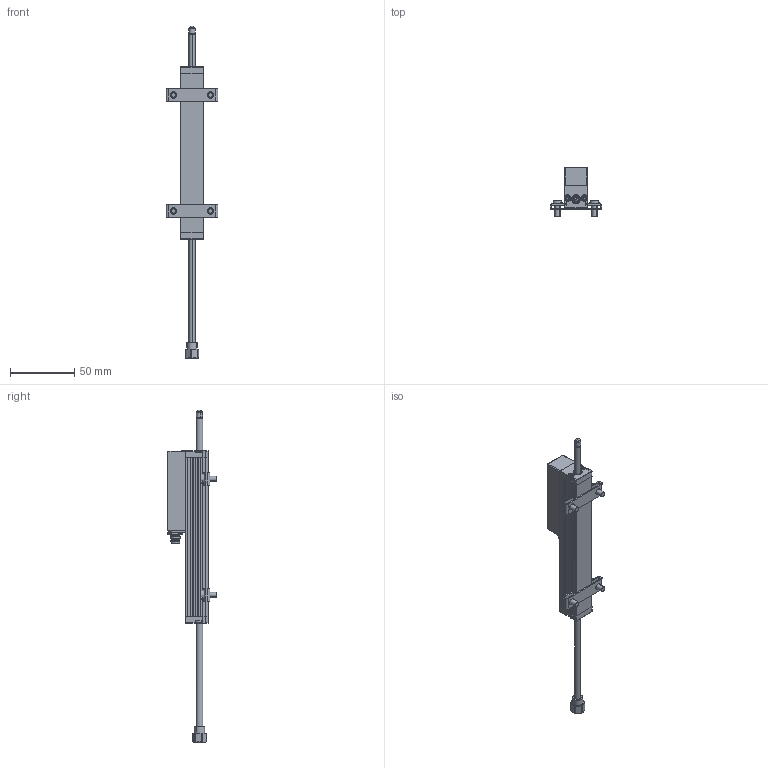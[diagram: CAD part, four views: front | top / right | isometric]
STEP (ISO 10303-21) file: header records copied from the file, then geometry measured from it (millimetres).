
FILE_DESCRIPTION (( 'STEP AP214' ), '1' );
FILE_NAME ('LS1-0075-002-plug-retract.STEP', '2012-06-15T12:10:04', ( 'dummy' ), ( '' ), 'SwSTEP 2.0', 'SolidWorks 2011', '' );
FILE_SCHEMA (( 'AUTOMOTIVE_DESIGN' ));
Length unit declared in the file: millimetre
Products named in the file (1): LS1-0075-002-plug-retract
Bounding box: 40.19 x 38.78 x 258.6 mm (x, y, z)
Surface area: 23950.9 mm2 (no closed solid volume)
Topology: 0 solids, 61 shells, 523 faces, 2302 edges, 1797 vertices
Faces by surface type: plane 263, cylinder 178, cone 56, torus 13, sphere 8, bspline 5
Entity records: 32395 total; most frequent: CARTESIAN_POINT 8877, DIRECTION 3543, ORIENTED_EDGE 3127, EDGE_CURVE 2300, VERTEX_POINT 1797, VECTOR 1233, LINE 1233, AXIS2_PLACEMENT_3D 1155
